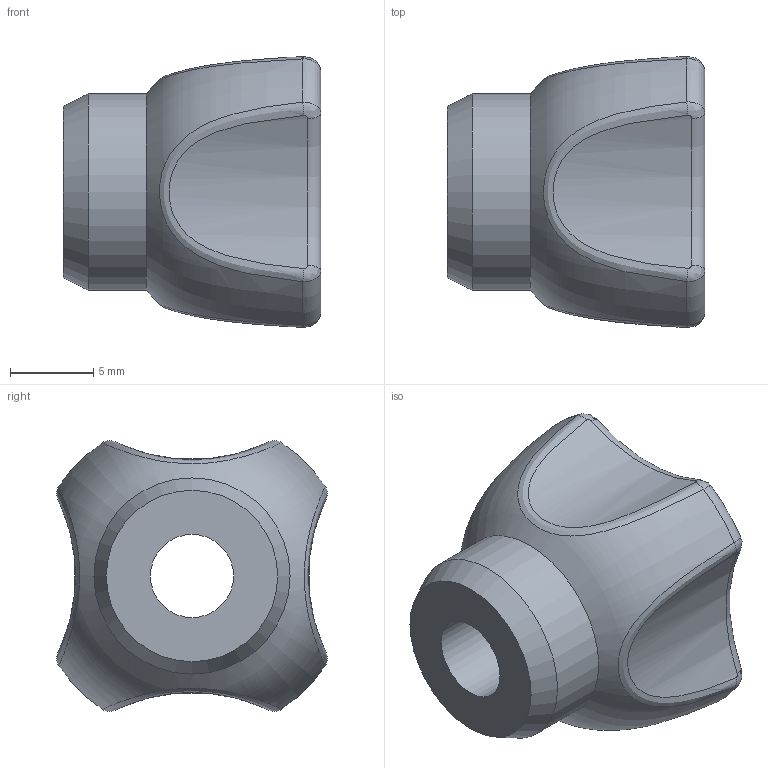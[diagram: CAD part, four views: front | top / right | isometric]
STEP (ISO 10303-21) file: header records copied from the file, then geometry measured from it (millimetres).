
FILE_DESCRIPTION(('FreeCAD Model'),'2;1');
FILE_NAME('Open CASCADE Shape Model','2025-01-23T15:33:38',(''),(''), 'Open CASCADE STEP processor 7.6','FreeCAD','Unknown');
FILE_SCHEMA(('AUTOMOTIVE_DESIGN { 1 0 10303 214 1 1 1 1 }'));
Length unit declared in the file: millimetre
Products named in the file (1): knob_short003
Bounding box: 15.5 x 16.29 x 16.29 mm (x, y, z)
Volume: 2035 mm3; surface area: 1340.8 mm2
Topology: 1 solids, 1 shells, 49 faces, 121 edges, 69 vertices
Faces by surface type: bspline 18, cylinder 12, torus 9, plane 9, revolution 1
Full cylindrical faces by diameter (mm): 5 x1, 11.8 x1
Entity records: 6150 total; most frequent: CARTESIAN_POINT 5078, ORIENTED_EDGE 230, DIRECTION 212, EDGE_CURVE 115, AXIS2_PLACEMENT_3D 93, VERTEX_POINT 69, CIRCLE 56, FACE_BOUND 52
